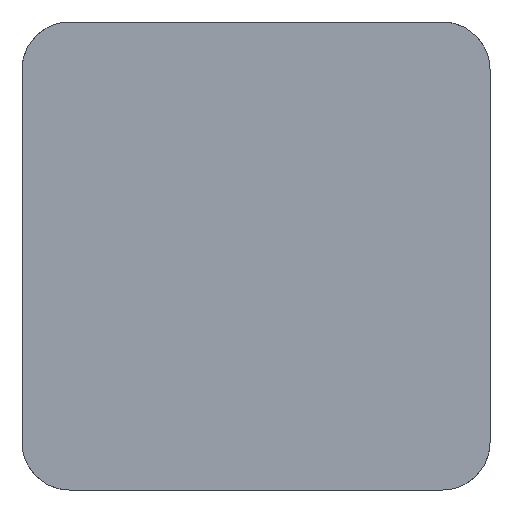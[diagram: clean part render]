
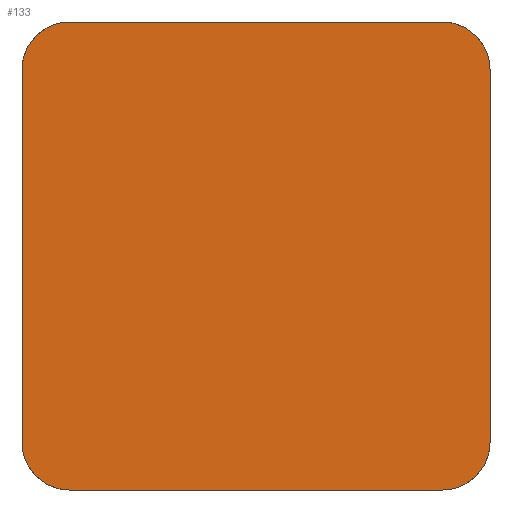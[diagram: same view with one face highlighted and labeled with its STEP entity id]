
A CAD part, front view. The second image highlights one B-rep face of the part: STEP entity #133.
In plain terms, the highlighted free-form (B-spline) face has degree [1, 1] with [2, 2] control points.
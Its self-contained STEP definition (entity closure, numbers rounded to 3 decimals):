
#133 = ADVANCED_FACE('',(#134),#196,.F.);
#134 = FACE_BOUND('',#135,.T.);
#135 = EDGE_LOOP('',(#136,#146,#153,#161,#168,#176,#183,#191));
#136 = ORIENTED_EDGE('',*,*,#137,.F.);
#137 = EDGE_CURVE('',#138,#140,#142,.T.);
#138 = VERTEX_POINT('',#139);
#139 = CARTESIAN_POINT('',(-9.515,117.641,
    13.78));
#140 = VERTEX_POINT('',#141);
#141 = CARTESIAN_POINT('',(-7.612,117.641,
    15.683));
#142 = ( BOUNDED_CURVE() B_SPLINE_CURVE(2,(#143,#144,#145),
.UNSPECIFIED.,.F.,.F.) B_SPLINE_CURVE_WITH_KNOTS((3,3),(5.498,
7.069),.PIECEWISE_BEZIER_KNOTS.) CURVE() 
GEOMETRIC_REPRESENTATION_ITEM() RATIONAL_B_SPLINE_CURVE((1.,
0.707,1.)) REPRESENTATION_ITEM('') );
#143 = CARTESIAN_POINT('',(-9.515,117.641,
    13.78));
#144 = CARTESIAN_POINT('',(-9.515,117.641,
    15.683));
#145 = CARTESIAN_POINT('',(-7.612,117.641,
    15.683));
#146 = ORIENTED_EDGE('',*,*,#147,.T.);
#147 = EDGE_CURVE('',#138,#148,#150,.T.);
#148 = VERTEX_POINT('',#149);
#149 = CARTESIAN_POINT('',(-9.515,117.641,
    -1.016));
#150 = B_SPLINE_CURVE_WITH_KNOTS('',1,(#151,#152),.UNSPECIFIED.,.F.,.F.,
  (2,2),(-7.775,7.775),.PIECEWISE_BEZIER_KNOTS.);
#151 = CARTESIAN_POINT('',(-9.515,117.641,
    13.78));
#152 = CARTESIAN_POINT('',(-9.515,117.641,
    -1.016));
#153 = ORIENTED_EDGE('',*,*,#154,.F.);
#154 = EDGE_CURVE('',#155,#148,#157,.T.);
#155 = VERTEX_POINT('',#156);
#156 = CARTESIAN_POINT('',(-7.612,117.641,
    -2.919));
#157 = ( BOUNDED_CURVE() B_SPLINE_CURVE(2,(#158,#159,#160),
.UNSPECIFIED.,.F.,.F.) B_SPLINE_CURVE_WITH_KNOTS((3,3),(5.498,
7.069),.PIECEWISE_BEZIER_KNOTS.) CURVE() 
GEOMETRIC_REPRESENTATION_ITEM() RATIONAL_B_SPLINE_CURVE((1.,
0.707,1.)) REPRESENTATION_ITEM('') );
#158 = CARTESIAN_POINT('',(-7.612,117.641,
    -2.919));
#159 = CARTESIAN_POINT('',(-9.515,117.641,
    -2.919));
#160 = CARTESIAN_POINT('',(-9.515,117.641,
    -1.016));
#161 = ORIENTED_EDGE('',*,*,#162,.T.);
#162 = EDGE_CURVE('',#155,#163,#165,.T.);
#163 = VERTEX_POINT('',#164);
#164 = CARTESIAN_POINT('',(7.184,117.641,
    -2.919));
#165 = B_SPLINE_CURVE_WITH_KNOTS('',1,(#166,#167),.UNSPECIFIED.,.F.,.F.,
  (2,2),(-7.775,7.775),.PIECEWISE_BEZIER_KNOTS.);
#166 = CARTESIAN_POINT('',(-7.612,117.641,
    -2.919));
#167 = CARTESIAN_POINT('',(7.184,117.641,
    -2.919));
#168 = ORIENTED_EDGE('',*,*,#169,.F.);
#169 = EDGE_CURVE('',#170,#163,#172,.T.);
#170 = VERTEX_POINT('',#171);
#171 = CARTESIAN_POINT('',(9.086,117.641,-1.016
    ));
#172 = ( BOUNDED_CURVE() B_SPLINE_CURVE(2,(#173,#174,#175),
.UNSPECIFIED.,.F.,.F.) B_SPLINE_CURVE_WITH_KNOTS((3,3),(5.498,
7.069),.PIECEWISE_BEZIER_KNOTS.) CURVE() 
GEOMETRIC_REPRESENTATION_ITEM() RATIONAL_B_SPLINE_CURVE((1.,
0.707,1.)) REPRESENTATION_ITEM('') );
#173 = CARTESIAN_POINT('',(9.086,117.641,-1.016
    ));
#174 = CARTESIAN_POINT('',(9.086,117.641,-2.919
    ));
#175 = CARTESIAN_POINT('',(7.184,117.641,
    -2.919));
#176 = ORIENTED_EDGE('',*,*,#177,.T.);
#177 = EDGE_CURVE('',#170,#178,#180,.T.);
#178 = VERTEX_POINT('',#179);
#179 = CARTESIAN_POINT('',(9.086,117.641,13.78
    ));
#180 = B_SPLINE_CURVE_WITH_KNOTS('',1,(#181,#182),.UNSPECIFIED.,.F.,.F.,
  (2,2),(-7.775,7.775),.PIECEWISE_BEZIER_KNOTS.);
#181 = CARTESIAN_POINT('',(9.086,117.641,-1.016
    ));
#182 = CARTESIAN_POINT('',(9.086,117.641,13.78
    ));
#183 = ORIENTED_EDGE('',*,*,#184,.F.);
#184 = EDGE_CURVE('',#185,#178,#187,.T.);
#185 = VERTEX_POINT('',#186);
#186 = CARTESIAN_POINT('',(7.184,117.641,
    15.683));
#187 = ( BOUNDED_CURVE() B_SPLINE_CURVE(2,(#188,#189,#190),
.UNSPECIFIED.,.F.,.F.) B_SPLINE_CURVE_WITH_KNOTS((3,3),(5.498,
7.069),.PIECEWISE_BEZIER_KNOTS.) CURVE() 
GEOMETRIC_REPRESENTATION_ITEM() RATIONAL_B_SPLINE_CURVE((1.,
0.707,1.)) REPRESENTATION_ITEM('') );
#188 = CARTESIAN_POINT('',(7.184,117.641,
    15.683));
#189 = CARTESIAN_POINT('',(9.086,117.641,15.683
    ));
#190 = CARTESIAN_POINT('',(9.086,117.641,13.78
    ));
#191 = ORIENTED_EDGE('',*,*,#192,.T.);
#192 = EDGE_CURVE('',#185,#140,#193,.T.);
#193 = B_SPLINE_CURVE_WITH_KNOTS('',1,(#194,#195),.UNSPECIFIED.,.F.,.F.,
  (2,2),(-7.775,7.775),.PIECEWISE_BEZIER_KNOTS.);
#194 = CARTESIAN_POINT('',(7.184,117.641,
    15.683));
#195 = CARTESIAN_POINT('',(-7.612,117.641,
    15.683));
#196 = B_SPLINE_SURFACE_WITH_KNOTS('',1,1,(
    (#197,#198)
    ,(#199,#200
    )),.UNSPECIFIED.,.F.,.F.,.F.,(2,2),(2,2),(-9.775,9.775),(-9.775,
    9.775),.PIECEWISE_BEZIER_KNOTS.);
#197 = CARTESIAN_POINT('',(-9.515,117.641,
    -2.919));
#198 = CARTESIAN_POINT('',(9.086,117.641,-2.919
    ));
#199 = CARTESIAN_POINT('',(-9.515,117.641,
    15.683));
#200 = CARTESIAN_POINT('',(9.086,117.641,15.683
    ));
